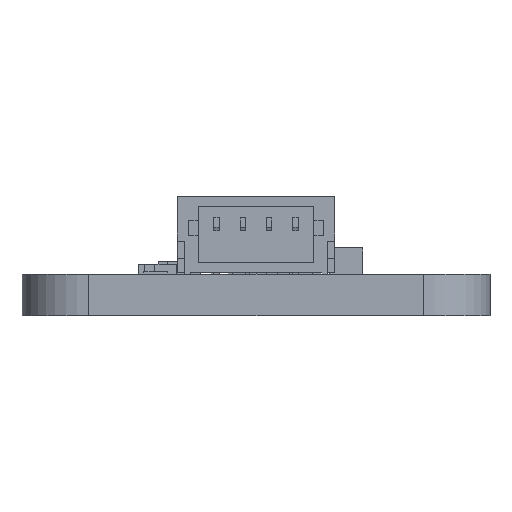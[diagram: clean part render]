
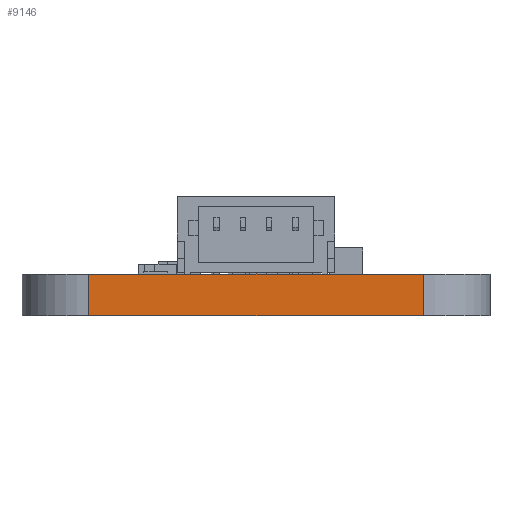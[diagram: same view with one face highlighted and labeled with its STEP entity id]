
A CAD part, left-side view. The second image highlights one B-rep face of the part: STEP entity #9146.
In plain terms, the highlighted planar face has unit normal (-1, 0, 0).
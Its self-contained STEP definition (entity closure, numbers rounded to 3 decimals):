
#253=PLANE('',#9903);
#722=FACE_OUTER_BOUND('',#1221,.T.);
#1221=EDGE_LOOP('',(#6511,#6512,#6513,#6514));
#1868=LINE('',#13360,#2929);
#1869=LINE('',#13363,#2930);
#1870=LINE('',#13365,#2931);
#1871=LINE('',#13366,#2932);
#2929=VECTOR('',#10924,10.);
#2930=VECTOR('',#10927,10.);
#2931=VECTOR('',#10928,10.);
#2932=VECTOR('',#10929,10.);
#4260=VERTEX_POINT('',#13356);
#4261=VERTEX_POINT('',#13358);
#4262=VERTEX_POINT('',#13362);
#4263=VERTEX_POINT('',#13364);
#5174=EDGE_CURVE('',#4260,#4261,#1868,.T.);
#5175=EDGE_CURVE('',#4262,#4260,#1869,.T.);
#5176=EDGE_CURVE('',#4263,#4261,#1870,.T.);
#5177=EDGE_CURVE('',#4262,#4263,#1871,.T.);
#6511=ORIENTED_EDGE('',*,*,#5175,.T.);
#6512=ORIENTED_EDGE('',*,*,#5174,.T.);
#6513=ORIENTED_EDGE('',*,*,#5176,.F.);
#6514=ORIENTED_EDGE('',*,*,#5177,.F.);
#9146=ADVANCED_FACE('',(#722),#253,.T.);
#9903=AXIS2_PLACEMENT_3D('',#13361,#10925,#10926);
#10924=DIRECTION('',(0.,0.,1.));
#10925=DIRECTION('center_axis',(-1.,0.,0.));
#10926=DIRECTION('ref_axis',(0.,-1.,0.));
#10927=DIRECTION('',(0.,-1.,0.));
#10928=DIRECTION('',(0.,-1.,0.));
#10929=DIRECTION('',(0.,0.,1.));
#13356=CARTESIAN_POINT('',(0.,2.54,0.));
#13358=CARTESIAN_POINT('',(0.,2.54,1.57));
#13360=CARTESIAN_POINT('',(0.,2.54,0.));
#13361=CARTESIAN_POINT('Origin',(0.,15.24,0.));
#13362=CARTESIAN_POINT('',(0.,15.24,0.));
#13363=CARTESIAN_POINT('',(0.,15.24,0.));
#13364=CARTESIAN_POINT('',(0.,15.24,1.57));
#13365=CARTESIAN_POINT('',(0.,15.24,1.57));
#13366=CARTESIAN_POINT('',(0.,15.24,0.));
